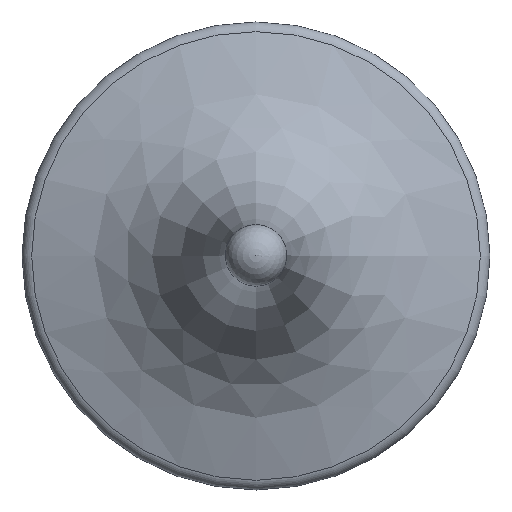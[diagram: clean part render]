
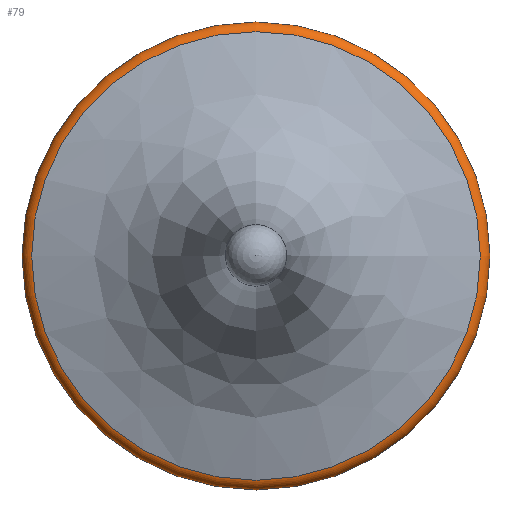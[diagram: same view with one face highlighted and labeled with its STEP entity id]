
A CAD part, top view. The second image highlights one B-rep face of the part: STEP entity #79.
In plain terms, the highlighted toroidal (fillet/blend) face has major radius 18.05 mm and minor radius 1 mm.
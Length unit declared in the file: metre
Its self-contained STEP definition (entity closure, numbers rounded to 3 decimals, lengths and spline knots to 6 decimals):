
#13=TOROIDAL_SURFACE('',#103,0.01805,0.001);
#28=ORIENTED_EDGE('',*,*,#31,.F.);
#29=ORIENTED_EDGE('',*,*,#35,.F.);
#31=EDGE_CURVE('',#37,#37,#43,.T.);
#35=EDGE_CURVE('',#41,#41,#47,.T.);
#37=VERTEX_POINT('',#133);
#41=VERTEX_POINT('',#523);
#43=CIRCLE('',#95,0.01905);
#47=CIRCLE('',#101,0.018262);
#58=EDGE_LOOP('',(#28));
#59=EDGE_LOOP('',(#29));
#70=FACE_BOUND('',#58,.T.);
#71=FACE_BOUND('',#59,.T.);
#79=ADVANCED_FACE('',(#70,#71),#13,.T.);
#95=AXIS2_PLACEMENT_3D('',#132,#110,#111);
#101=AXIS2_PLACEMENT_3D('',#522,#122,#123);
#103=AXIS2_PLACEMENT_3D('',#525,#126,#127);
#110=DIRECTION('',(0.,0.,-1.));
#111=DIRECTION('',(-1.,0.,0.));
#122=DIRECTION('',(0.,0.,1.));
#123=DIRECTION('',(1.,0.,0.));
#126=DIRECTION('',(0.,0.,-1.));
#127=DIRECTION('',(-1.,0.,0.));
#132=CARTESIAN_POINT('',(0.,0.,0.015684));
#133=CARTESIAN_POINT('',(-0.01905,0.,0.015684));
#522=CARTESIAN_POINT('',(0.,0.,0.016662));
#523=CARTESIAN_POINT('',(0.018262,0.,0.016662));
#525=CARTESIAN_POINT('',(0.,0.,0.015684));
